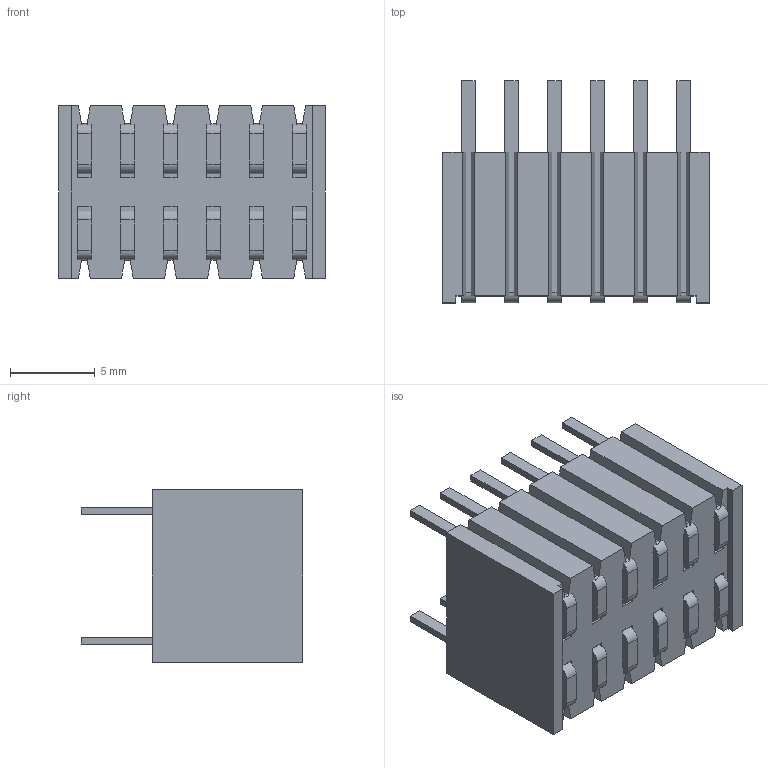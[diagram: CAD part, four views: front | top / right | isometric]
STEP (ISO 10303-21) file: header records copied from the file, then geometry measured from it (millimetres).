
FILE_DESCRIPTION(/* description */ ('STEP AP214'),/* implementation_level */ '2;1');
FILE_NAME(/* name */ 'BSW-106-04-G-D',/* time_stamp */ '2023-11-13T11:35:59+01:00',/* author */ ('License CC BY-ND 4.0'),/* organization */ ('CADENAS'),/* preprocessor_version */ 'ST-DEVELOPER v19.3',/* originating_system */ 'PARTsolutions',/* authorisation */ ' ');
FILE_SCHEMA (('AUTOMOTIVE_DESIGN {1 0 10303 214 3 1 1}'));
Length unit declared in the file: inch
Products named in the file (3): BSW-106-04-G-D; C-8-5-01-06-D; BSW-06-04-D_socket
Assembly tree (2 placements, depth 2):
  BSW-106-04-G-D
    C-8-5-01-06-D
    BSW-06-04-D_socket
Bounding box: 15.75 x 13.08 x 10.16 mm (x, y, z)
Volume: 1405.5 mm3; surface area: 2264.3 mm2
Topology: 2 solids, 2 shells, 400 faces, 1212 edges, 792 vertices
Faces by surface type: plane 352, cylinder 48
Entity records: 13502 total; most frequent: ORIENTED_EDGE 2424, CARTESIAN_POINT 2407, DIRECTION 2114, EDGE_CURVE 1212, LINE 1116, VECTOR 1116, VERTEX_POINT 792, AXIS2_PLACEMENT_3D 499
